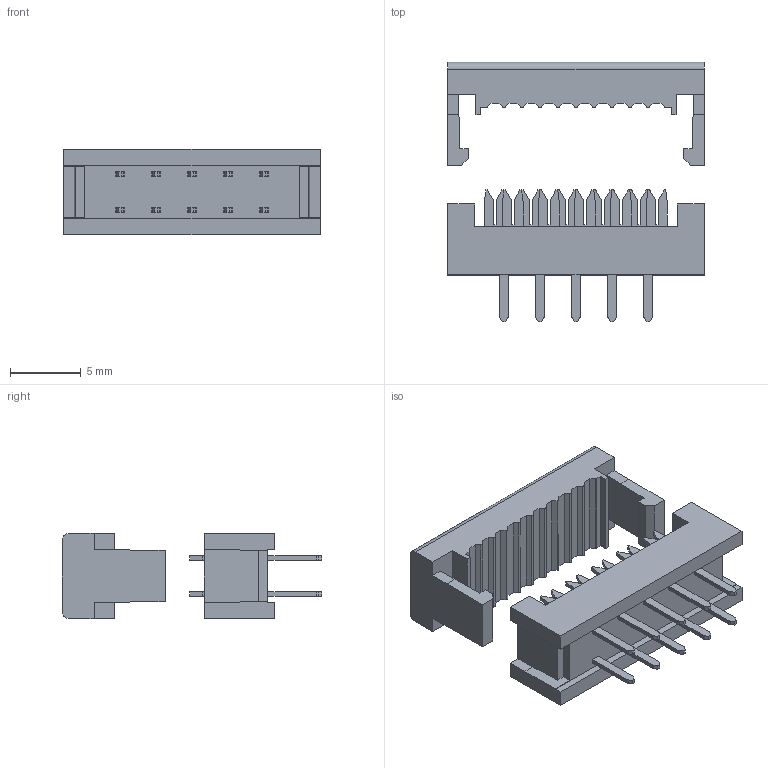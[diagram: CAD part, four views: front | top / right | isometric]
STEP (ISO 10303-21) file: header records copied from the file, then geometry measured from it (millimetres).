
FILE_DESCRIPTION(('STEP AP214'),'1');
FILE_NAME('connector_awlp10_3_2t.stp','2015-04-21T10:28:14',('TraceParts'),('TraceParts S.A.'),'XStep 1.0',' ',' ');
FILE_SCHEMA(('automotive_design'));
Length unit declared in the file: millimetre
Products named in the file (2): 1; 2
Bounding box: 18.1 x 18.3 x 6 mm (x, y, z)
Volume: 701.5 mm3; surface area: 1081 mm2
Topology: 2 solids, 2 shells, 414 faces, 1170 edges, 780 vertices
Faces by surface type: plane 301, cylinder 113
Entity records: 26433 total; most frequent: CARTESIAN_POINT 2366, STYLED_ITEM 2364, PRESENTATION_STYLE_ASSIGNMENT 2364, COLOUR_RGB 2364, ORIENTED_EDGE 2340, DIRECTION 2228, EDGE_CURVE 1170, CURVE_STYLE 1170
